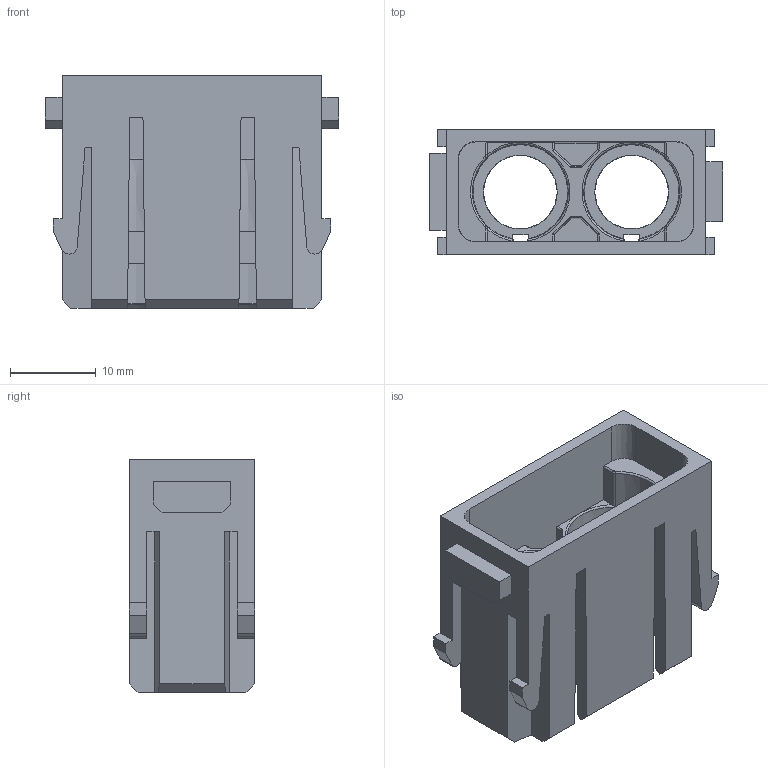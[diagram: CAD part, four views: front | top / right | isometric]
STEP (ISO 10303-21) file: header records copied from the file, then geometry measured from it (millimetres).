
FILE_DESCRIPTION(/* description */ (''),/* implementation_level */ '2;1');
FILE_NAME(/* name */ 'HMP-002.stp',/* time_stamp */ '2023-05-16T15:09:54+08:00',/* author */ (''),/* organization */ (''),/* preprocessor_version */ 'ST-DEVELOPER v16',/* originating_system */ 'SIEMENS PLM Software NX 10.0',/* authorisation */ '');
FILE_SCHEMA (('AUTOMOTIVE_DESIGN { 1 0 10303 214 3 1 1 1 }'));
Length unit declared in the file: millimetre
Products named in the file (1): Admi1CD47FF0fmo2
Bounding box: 34.25 x 14.6 x 27.2 mm (x, y, z)
Volume: 5069.8 mm3; surface area: 5766.4 mm2
Topology: 1 solids, 1 shells, 143 faces, 416 edges, 274 vertices
Faces by surface type: plane 95, cylinder 20, cone 10, torus 10, bspline 8
Entity records: 4898 total; most frequent: CARTESIAN_POINT 1130, ORIENTED_EDGE 820, DIRECTION 728, EDGE_CURVE 410, LINE 292, VECTOR 292, VERTEX_POINT 272, AXIS2_PLACEMENT_3D 218
